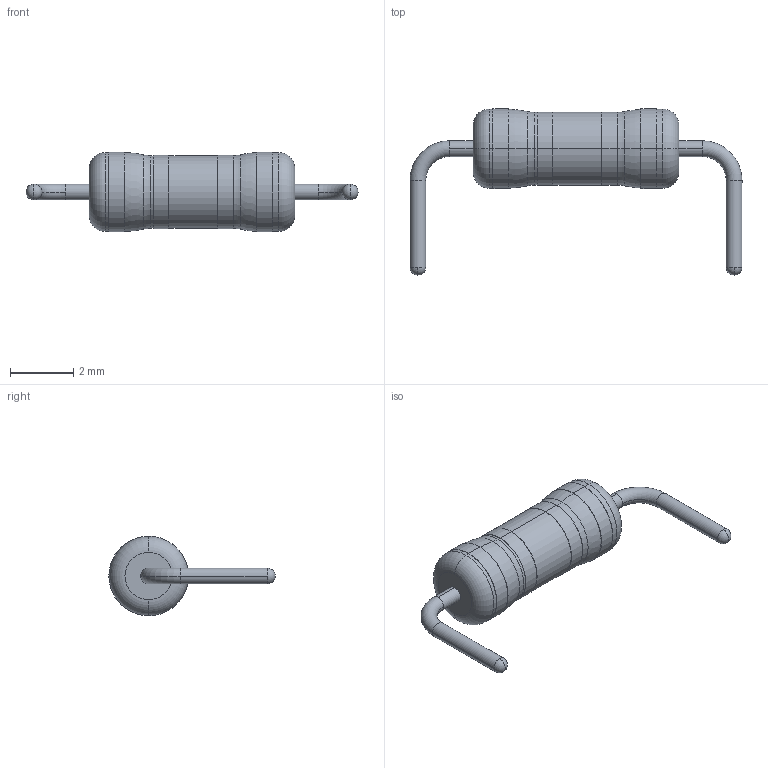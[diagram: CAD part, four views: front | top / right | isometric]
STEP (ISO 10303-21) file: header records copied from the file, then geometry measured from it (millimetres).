
FILE_DESCRIPTION (( 'STEP AP214' ), '1' );
FILE_NAME ('Resistor.STEP', '2018-04-28T06:52:53', ( '' ), ( '' ), 'SwSTEP 2.0', 'SolidWorks 2018', '' );
FILE_SCHEMA (( 'AUTOMOTIVE_DESIGN' ));
Length unit declared in the file: millimetre
Products named in the file (1): Resistor
Bounding box: 10.5 x 5.26 x 2.52 mm (x, y, z)
Volume: 30.8 mm3; surface area: 72.4 mm2
Topology: 1 solids, 1 shells, 56 faces, 122 edges, 74 vertices
Faces by surface type: cylinder 26, torus 16, plane 10, sphere 4
Entity records: 2060 total; most frequent: DIRECTION 324, CARTESIAN_POINT 249, ORIENTED_EDGE 236, AXIS2_PLACEMENT_3D 149, EDGE_CURVE 118, CIRCLE 92, VERTEX_POINT 74, EDGE_LOOP 66
